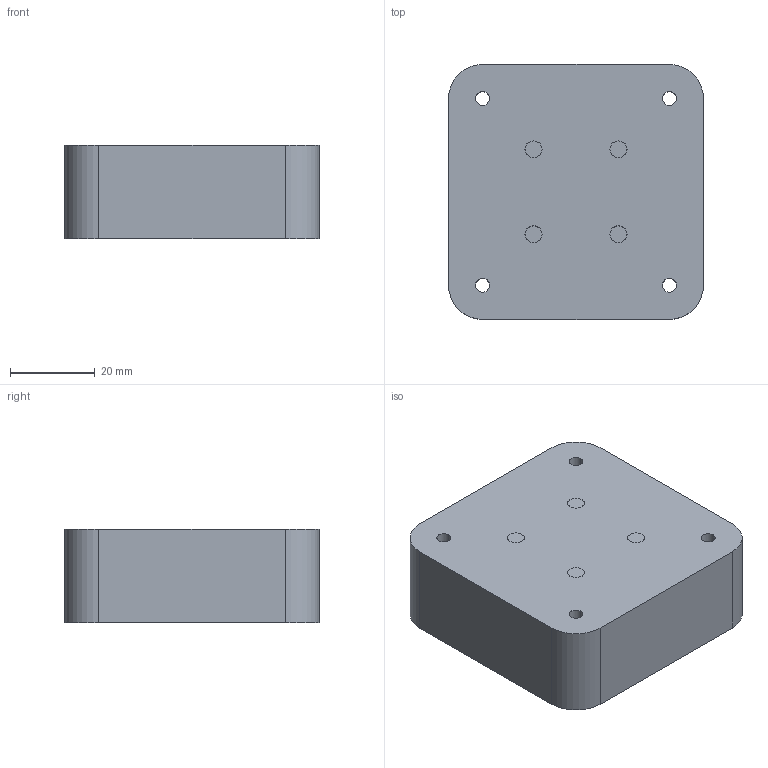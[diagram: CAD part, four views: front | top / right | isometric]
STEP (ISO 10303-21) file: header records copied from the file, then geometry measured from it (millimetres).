
FILE_DESCRIPTION (( 'STEP AP203' ), '1' );
FILE_NAME ('005 - Blank Mold Core.STEP', '2019-06-12T00:33:24', ( '' ), ( '' ), 'SwSTEP 2.0', 'SolidWorks 2015', '' );
FILE_SCHEMA (( 'CONFIG_CONTROL_DESIGN' ));
Length unit declared in the file: millimetre
Products named in the file (4): 005-101 - Blank Core; 005-102 - Blank Ejector Plate; SP - 18x25x6 Wave Spring - McMaster-Carr 1561T430; 005 - Blank Mold Core
Assembly tree (3 placements, depth 2):
  005 - Blank Mold Core
    005-101 - Blank Core
    005-102 - Blank Ejector Plate
    SP - 18x25x6 Wave Spring - McMaster-Carr 1561T430
Bounding box: 60 x 60 x 22 mm (x, y, z)
Volume: 68158.2 mm3; surface area: 21227 mm2
Topology: 3 solids, 3 shells, 135 faces, 408 edges, 272 vertices
Faces by surface type: cylinder 106, plane 29
Entity records: 6216 total; most frequent: CARTESIAN_POINT 2243, ORIENTED_EDGE 816, DIRECTION 638, EDGE_CURVE 408, VERTEX_POINT 272, AXIS2_PLACEMENT_3D 239, EDGE_LOOP 178, VECTOR 160
